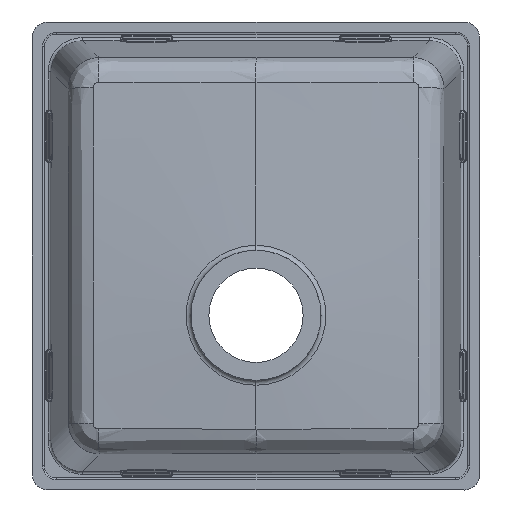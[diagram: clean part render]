
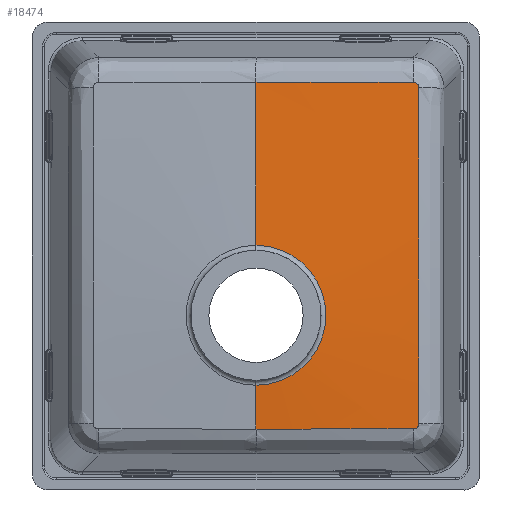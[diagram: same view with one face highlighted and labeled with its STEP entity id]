
A CAD part, front view. The second image highlights one B-rep face of the part: STEP entity #18474.
In plain terms, the highlighted conical face has half-angle 87 degrees and reference radius 169.271 mm.
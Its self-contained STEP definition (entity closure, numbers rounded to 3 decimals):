
#4765=CARTESIAN_POINT('',(0.,-230.5,-57.));
#4766=DIRECTION('',(0.,-1.,0.));
#4767=DIRECTION('',(0.,0.,-1.));
#4768=AXIS2_PLACEMENT_3D('',#4765,#4766,#4767);
#4770=CARTESIAN_POINT('',(0.,-222.287,
166.95));
#4771=CARTESIAN_POINT('',(8.29,-222.287,166.95));
#4772=CARTESIAN_POINT('',(24.679,-222.239,166.948));
#4773=CARTESIAN_POINT('',(49.643,-222.025,166.944));
#4774=CARTESIAN_POINT('',(74.455,-221.676,166.938));
#4775=CARTESIAN_POINT('',(99.558,-221.199,166.933));
#4776=CARTESIAN_POINT('',(125.174,-220.596,166.932));
#4777=CARTESIAN_POINT('',(142.694,-220.113,166.935));
#4778=CARTESIAN_POINT('',(151.607,-219.851,166.938));
#4780=CARTESIAN_POINT('',(151.607,-219.851,166.938));
#4781=CARTESIAN_POINT('',(151.987,-219.839,166.938));
#4782=CARTESIAN_POINT('',(152.726,-219.821,166.855));
#4783=CARTESIAN_POINT('',(153.801,-219.806,166.482));
#4784=CARTESIAN_POINT('',(154.757,-219.803,165.882));
#4785=CARTESIAN_POINT('',(155.557,-219.813,165.082));
#4786=CARTESIAN_POINT('',(156.157,-219.836,164.125));
#4787=CARTESIAN_POINT('',(156.528,-219.871,163.05));
#4788=CARTESIAN_POINT('',(156.61,-219.9,162.311));
#4789=CARTESIAN_POINT('',(156.61,-219.916,161.932));
#4791=CARTESIAN_POINT('',(156.61,-219.916,161.932));
#4792=CARTESIAN_POINT('',(156.601,-220.167,156.054));
#4793=CARTESIAN_POINT('',(156.586,-220.666,144.191));
#4794=CARTESIAN_POINT('',(156.568,-221.407,125.996));
#4795=CARTESIAN_POINT('',(156.557,-222.115,107.837));
#4796=CARTESIAN_POINT('',(156.552,-222.762,90.35));
#4797=CARTESIAN_POINT('',(156.553,-223.357,73.27));
#4798=CARTESIAN_POINT('',(156.56,-223.916,55.888));
#4799=CARTESIAN_POINT('',(156.57,-224.367,40.392));
#4800=CARTESIAN_POINT('',(156.582,-224.715,27.085));
#4801=CARTESIAN_POINT('',(156.594,-225.009,14.476));
#4802=CARTESIAN_POINT('',(156.607,-225.271,1.445));
#4803=CARTESIAN_POINT('',(156.619,-225.484,
-11.478));
#4804=CARTESIAN_POINT('',(156.629,-225.641,
-23.874));
#4805=CARTESIAN_POINT('',(156.636,-225.749,
-35.99));
#4806=CARTESIAN_POINT('',(156.641,-225.809,
-48.014));
#4807=CARTESIAN_POINT('',(156.641,-225.821,
-60.029));
#4808=CARTESIAN_POINT('',(156.639,-225.784,
-72.096));
#4809=CARTESIAN_POINT('',(156.633,-225.7,
-84.081));
#4810=CARTESIAN_POINT('',(156.624,-225.571,
-96.04));
#4811=CARTESIAN_POINT('',(156.613,-225.392,
-108.403));
#4812=CARTESIAN_POINT('',(156.601,-225.159,
-121.288));
#4813=CARTESIAN_POINT('',(156.589,-224.889,
-133.811));
#4814=CARTESIAN_POINT('',(156.577,-224.581,
-146.394));
#4815=CARTESIAN_POINT('',(156.569,-224.315,
-156.104));
#4816=CARTESIAN_POINT('',(156.566,-224.166,
-161.221));
#4818=CARTESIAN_POINT('',(156.566,-224.166,
-161.221));
#4819=CARTESIAN_POINT('',(156.566,-224.155,
-161.601));
#4820=CARTESIAN_POINT('',(156.482,-224.137,
-162.342));
#4821=CARTESIAN_POINT('',(156.108,-224.122,
-163.418));
#4822=CARTESIAN_POINT('',(155.506,-224.12,
-164.377));
#4823=CARTESIAN_POINT('',(154.705,-224.13,
-165.178));
#4824=CARTESIAN_POINT('',(153.747,-224.153,
-165.78));
#4825=CARTESIAN_POINT('',(152.671,-224.188,
-166.153));
#4826=CARTESIAN_POINT('',(151.931,-224.217,
-166.236));
#4827=CARTESIAN_POINT('',(151.551,-224.233,
-166.236));
#4829=CARTESIAN_POINT('',(151.551,-224.233,
-166.236));
#4830=CARTESIAN_POINT('',(146.525,-224.446,
-166.234));
#4831=CARTESIAN_POINT('',(136.837,-224.851,
-166.232));
#4832=CARTESIAN_POINT('',(123.615,-225.382,
-166.236));
#4833=CARTESIAN_POINT('',(110.893,-225.869,
-166.245));
#4834=CARTESIAN_POINT('',(98.996,-226.301,
-166.259));
#4835=CARTESIAN_POINT('',(88.269,-226.665,
-166.276));
#4836=CARTESIAN_POINT('',(78.433,-226.977,
-166.294));
#4837=CARTESIAN_POINT('',(68.976,-227.254,
-166.313));
#4838=CARTESIAN_POINT('',(59.431,-227.507,
-166.334));
#4839=CARTESIAN_POINT('',(49.799,-227.732,
-166.356));
#4840=CARTESIAN_POINT('',(40.075,-227.925,
-166.377));
#4841=CARTESIAN_POINT('',(30.525,-228.077,
-166.396));
#4842=CARTESIAN_POINT('',(21.33,-228.188,
-166.41));
#4843=CARTESIAN_POINT('',(11.666,-228.265,
-166.421));
#4844=CARTESIAN_POINT('',(4.058,-228.289,
-166.424));
#4845=CARTESIAN_POINT('',(0.,-228.289,
-166.424));
#4862=DIRECTION('',(0.,0.052,-0.999));
#4863=VECTOR('',#4862,42.254);
#4864=CARTESIAN_POINT('',(0.,-230.5,
-124.228));
#4865=LINE('',#4864,#4863);
#4940=CARTESIAN_POINT('',(0.,-222.287,
166.95));
#4942=DIRECTION('',(0.,-0.052,-0.999));
#4943=VECTOR('',#4942,156.936);
#4944=CARTESIAN_POINT('',(0.,-222.287,
166.95));
#4945=LINE('',#4944,#4943);
#6663=VERTEX_POINT('',#4940);
#6665=VERTEX_POINT('',#4778);
#6668=VERTEX_POINT('',#4791);
#6669=VERTEX_POINT('',#4816);
#6672=VERTEX_POINT('',#4829);
#6673=VERTEX_POINT('',#4845);
#6716=CARTESIAN_POINT('',(0.,-230.5,10.228));
#6717=CARTESIAN_POINT('',(0.,-230.5,-124.228));
#6718=VERTEX_POINT('',#6716);
#6719=VERTEX_POINT('',#6717);
#18456=CARTESIAN_POINT('',(0.,-225.152,-57.));
#18457=DIRECTION('',(0.,1.,0.));
#18458=DIRECTION('',(0.,0.,-1.));
#18459=AXIS2_PLACEMENT_3D('',#18456,#18457,#18458);
#18460=CONICAL_SURFACE('',#18459,169.271,87.);
#18462=ORIENTED_EDGE('',*,*,#18461,.T.);
#18464=ORIENTED_EDGE('',*,*,#18463,.F.);
#18465=ORIENTED_EDGE('',*,*,#18271,.T.);
#18466=ORIENTED_EDGE('',*,*,#18329,.T.);
#18467=ORIENTED_EDGE('',*,*,#18450,.T.);
#18468=ORIENTED_EDGE('',*,*,#17763,.T.);
#18469=ORIENTED_EDGE('',*,*,#17842,.T.);
#18471=ORIENTED_EDGE('',*,*,#18470,.F.);
#18472=EDGE_LOOP('',(#18462,#18464,#18465,#18466,#18467,#18468,#18469,#18471));
#18473=FACE_OUTER_BOUND('',#18472,.F.);
#18474=ADVANCED_FACE('',(#18473),#18460,.T.);
#4769=CIRCLE('',#4768,67.228);
#4779=B_SPLINE_CURVE_WITH_KNOTS('',3,(#4770,#4771,#4772,#4773,#4774,#4775,#4776,
#4777,#4778),.UNSPECIFIED.,.F.,.F.,(4,1,1,1,1,1,4),(0.,0.167,
0.333,0.5,0.667,0.833,1.),
.UNSPECIFIED.);
#4790=B_SPLINE_CURVE_WITH_KNOTS('',3,(#4780,#4781,#4782,#4783,#4784,#4785,#4786,
#4787,#4788,#4789),.UNSPECIFIED.,.F.,.F.,(4,1,1,1,1,1,1,4),(0.,
0.143,0.286,0.429,0.571,
0.714,0.857,1.),.UNSPECIFIED.);
#4817=B_SPLINE_CURVE_WITH_KNOTS('',3,(#4791,#4792,#4793,#4794,#4795,#4796,#4797,
#4798,#4799,#4800,#4801,#4802,#4803,#4804,#4805,#4806,#4807,#4808,#4809,#4810,
#4811,#4812,#4813,#4814,#4815,#4816),.UNSPECIFIED.,.F.,.F.,(4,1,1,1,1,1,1,1,1,1,
1,1,1,1,1,1,1,1,1,1,1,1,1,4),(0.,0.043,0.087,
0.13,0.174,0.217,0.261,
0.304,0.348,0.391,0.435,
0.478,0.522,0.565,0.609,
0.652,0.696,0.739,0.783,
0.826,0.87,0.913,0.957,1.),
.UNSPECIFIED.);
#4828=B_SPLINE_CURVE_WITH_KNOTS('',3,(#4818,#4819,#4820,#4821,#4822,#4823,#4824,
#4825,#4826,#4827),.UNSPECIFIED.,.F.,.F.,(4,1,1,1,1,1,1,4),(0.,
0.143,0.286,0.429,0.571,
0.714,0.857,1.),.UNSPECIFIED.);
#4846=B_SPLINE_CURVE_WITH_KNOTS('',3,(#4829,#4830,#4831,#4832,#4833,#4834,#4835,
#4836,#4837,#4838,#4839,#4840,#4841,#4842,#4843,#4844,#4845),.UNSPECIFIED.,.F.,
.F.,(4,1,1,1,1,1,1,1,1,1,1,1,1,1,4),(0.,0.071,0.143,
0.214,0.286,0.357,0.429,0.5,
0.571,0.643,0.714,0.786,
0.857,0.929,1.),.UNSPECIFIED.);
#17763=EDGE_CURVE('',#6669,#6672,#4828,.T.);
#17842=EDGE_CURVE('',#6672,#6673,#4846,.T.);
#18271=EDGE_CURVE('',#6663,#6665,#4779,.T.);
#18329=EDGE_CURVE('',#6665,#6668,#4790,.T.);
#18450=EDGE_CURVE('',#6668,#6669,#4817,.T.);
#18461=EDGE_CURVE('',#6719,#6718,#4769,.T.);
#18463=EDGE_CURVE('',#6663,#6718,#4945,.T.);
#18470=EDGE_CURVE('',#6719,#6673,#4865,.T.);
